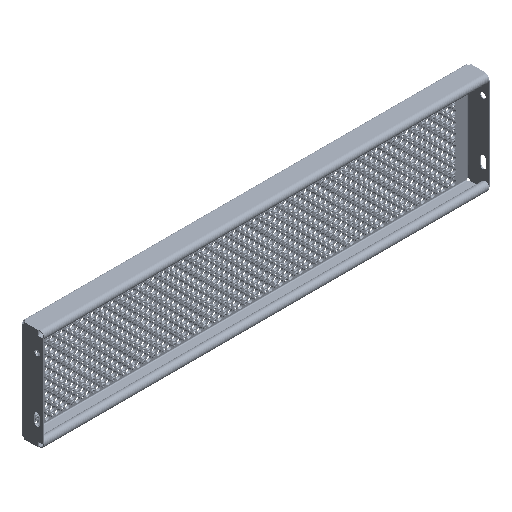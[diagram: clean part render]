
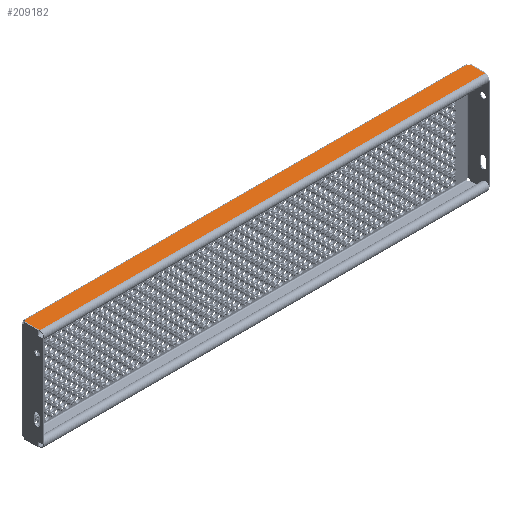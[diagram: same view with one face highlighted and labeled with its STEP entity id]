
A CAD part, isometric view. The second image highlights one B-rep face of the part: STEP entity #209182.
In plain terms, the highlighted planar face has unit normal (0, 0, 1).
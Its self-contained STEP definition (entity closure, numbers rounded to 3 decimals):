
#21078 = EDGE_LOOP ( 'NONE', ( #174272, #174275, #174268, #174274, #174277, #174281 ) ) ;
#46364 = LINE ( 'NONE', #68610, #65419 ) ;
#46367 = LINE ( 'NONE', #68788, #65422 ) ;
#46371 = LINE ( 'NONE', #68806, #65427 ) ;
#46373 = LINE ( 'NONE', #68835, #65436 ) ;
#65419 = VECTOR ( 'NONE', #68612, 1000. ) ;
#65422 = VECTOR ( 'NONE', #68790, 1000. ) ;
#65427 = VECTOR ( 'NONE', #68808, 1000. ) ;
#65431 = CIRCLE ( 'NONE', #65437, 5. ) ;
#65433 = CIRCLE ( 'NONE', #65434, 5. ) ;
#65434 = AXIS2_PLACEMENT_3D ( 'NONE', #68828, #68830, #68832 ) ;
#65436 = VECTOR ( 'NONE', #68837, 1000. ) ;
#65437 = AXIS2_PLACEMENT_3D ( 'NONE', #68839, #68841, #68843 ) ;
#68610 = CARTESIAN_POINT ( 'NONE',  ( -547.99, -7.185, 125. ) ) ;
#68612 = DIRECTION ( 'NONE',  ( 0., -1., 0. ) ) ;
#68788 = CARTESIAN_POINT ( 'NONE',  ( -549., -4., 125. ) ) ;
#68790 = DIRECTION ( 'NONE',  ( 1., 0., 0. ) ) ;
#68806 = CARTESIAN_POINT ( 'NONE',  ( 547.99, -7.185, 125. ) ) ;
#68808 = DIRECTION ( 'NONE',  ( 0., 1., 0. ) ) ;
#68828 = CARTESIAN_POINT ( 'NONE',  ( 549., -2.288, 125. ) ) ;
#68830 = DIRECTION ( 'NONE',  ( 0., 0., -1. ) ) ;
#68832 = DIRECTION ( 'NONE',  ( 0., -1., 0. ) ) ;
#68835 = CARTESIAN_POINT ( 'NONE',  ( -547.99, -44.498, 125. ) ) ;
#68837 = DIRECTION ( 'NONE',  ( 1., 0., 0. ) ) ;
#68839 = CARTESIAN_POINT ( 'NONE',  ( -549., -2.288, 125. ) ) ;
#68841 = DIRECTION ( 'NONE',  ( 0., 0., -1. ) ) ;
#68843 = DIRECTION ( 'NONE',  ( 0., -1., 0. ) ) ;
#149653 = AXIS2_PLACEMENT_3D ( 'NONE', #151578, #151579, #151580 ) ;
#151577 = PLANE ( 'NONE',  #149653 ) ;
#151578 = CARTESIAN_POINT ( 'NONE',  ( -549., 245.712, 125. ) ) ;
#151579 = DIRECTION ( 'NONE',  ( 0., 0., 1. ) ) ;
#151580 = DIRECTION ( 'NONE',  ( 0., -1., 0. ) ) ;
#157862 = FACE_OUTER_BOUND ( 'NONE', #21078, .T. ) ;
#170972 = EDGE_CURVE ( 'NONE', #305610, #305607, #46364, .T. ) ;
#170999 = EDGE_CURVE ( 'NONE', #305615, #305617, #46367, .T. ) ;
#171007 = EDGE_CURVE ( 'NONE', #305626, #305631, #46371, .T. ) ;
#171016 = EDGE_CURVE ( 'NONE', #305631, #305617, #65433, .T. ) ;
#171018 = EDGE_CURVE ( 'NONE', #305607, #305626, #46373, .T. ) ;
#171020 = EDGE_CURVE ( 'NONE', #305615, #305610, #65431, .T. ) ;
#174268 = ORIENTED_EDGE ( 'NONE', *, *, #171016, .T. ) ;
#174272 = ORIENTED_EDGE ( 'NONE', *, *, #171018, .T. ) ;
#174274 = ORIENTED_EDGE ( 'NONE', *, *, #170999, .F. ) ;
#174275 = ORIENTED_EDGE ( 'NONE', *, *, #171007, .T. ) ;
#174277 = ORIENTED_EDGE ( 'NONE', *, *, #171020, .T. ) ;
#174281 = ORIENTED_EDGE ( 'NONE', *, *, #170972, .T. ) ;
#209182 = ADVANCED_FACE ( 'NONE', ( #157862 ), #151577, .T. ) ;
#241953 = CARTESIAN_POINT ( 'NONE',  ( -547.99, -44.498, 125. ) ) ;
#241957 = CARTESIAN_POINT ( 'NONE',  ( -547.99, -7.185, 125. ) ) ;
#241963 = CARTESIAN_POINT ( 'NONE',  ( -544.302, -4., 125. ) ) ;
#241967 = CARTESIAN_POINT ( 'NONE',  ( 544.302, -4., 125. ) ) ;
#241976 = CARTESIAN_POINT ( 'NONE',  ( 547.99, -44.498, 125. ) ) ;
#241983 = CARTESIAN_POINT ( 'NONE',  ( 547.99, -7.185, 125. ) ) ;
#305607 = VERTEX_POINT ( 'NONE', #241953 ) ;
#305610 = VERTEX_POINT ( 'NONE', #241957 ) ;
#305615 = VERTEX_POINT ( 'NONE', #241963 ) ;
#305617 = VERTEX_POINT ( 'NONE', #241967 ) ;
#305626 = VERTEX_POINT ( 'NONE', #241976 ) ;
#305631 = VERTEX_POINT ( 'NONE', #241983 ) ;
